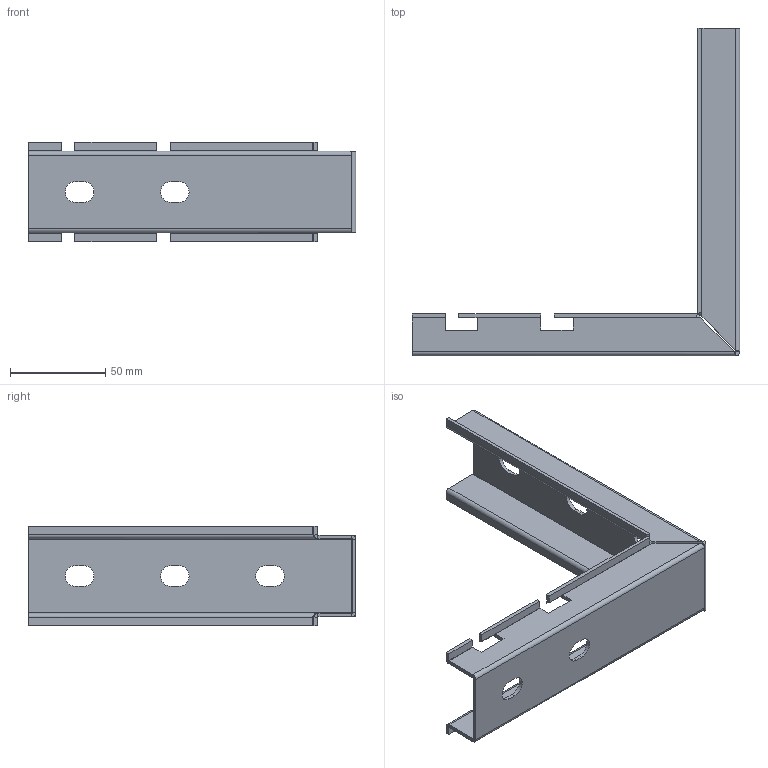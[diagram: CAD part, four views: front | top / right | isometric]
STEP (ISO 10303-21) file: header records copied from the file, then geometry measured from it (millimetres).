
FILE_DESCRIPTION (( 'STEP AP203' ), '1' );
FILE_NAME ('00406518.STEP', '2021-07-08T02:27:37', ( '' ), ( '' ), 'SwSTEP 2.0', 'SolidWorks 2020', '' );
FILE_SCHEMA (( 'CONFIG_CONTROL_DESIGN' ));
Length unit declared in the file: millimetre
Products named in the file (1): 00406518
Bounding box: 172 x 172 x 52 mm (x, y, z)
Volume: 56329.4 mm3; surface area: 58967.9 mm2
Topology: 1 solids, 1 shells, 163 faces, 379 edges, 218 vertices
Faces by surface type: plane 114, cylinder 41, bspline 8
Entity records: 4796 total; most frequent: CARTESIAN_POINT 1073, ORIENTED_EDGE 758, DIRECTION 733, EDGE_CURVE 379, LINE 273, VECTOR 273, AXIS2_PLACEMENT_3D 230, VERTEX_POINT 218
